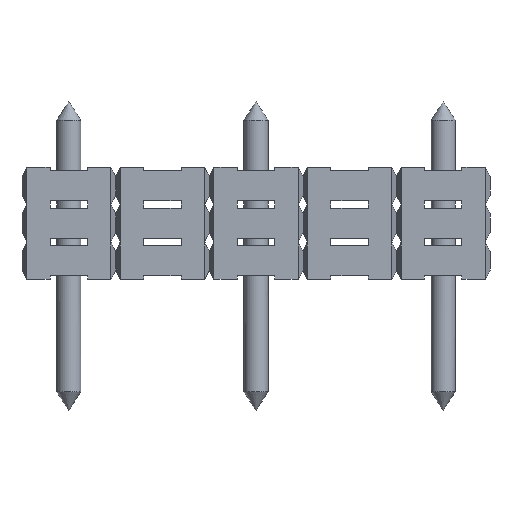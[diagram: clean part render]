
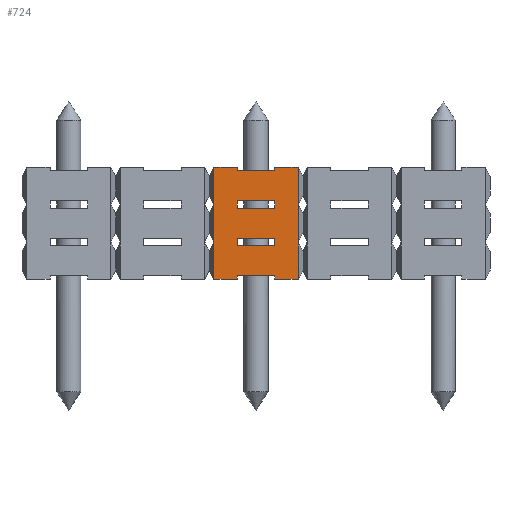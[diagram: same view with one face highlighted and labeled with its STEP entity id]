
A CAD part, front view. The second image highlights one B-rep face of the part: STEP entity #724.
In plain terms, the highlighted planar face has unit normal (0, -1, 0).
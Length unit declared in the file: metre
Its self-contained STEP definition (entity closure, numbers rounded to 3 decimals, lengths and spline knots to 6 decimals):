
#724=ADVANCED_FACE('',(#1530,#1531,#1532),#1533,.T.);
#1530=FACE_BOUND('',#2361,.T.);
#1531=FACE_OUTER_BOUND('',#2362,.T.);
#1532=FACE_BOUND('',#2363,.T.);
#1533=PLANE('',#2364);
#2361=EDGE_LOOP('',(#4419,#4420,#4421,#4422));
#2362=EDGE_LOOP('',(#4423,#4424,#4425,#4426,#4427,#4428,#4429,#4430,#4431,#4432,#4433,#4434,#4435,#4436,#4437,#4438));
#2363=EDGE_LOOP('',(#4439,#4440,#4441,#4442));
#2364=AXIS2_PLACEMENT_3D('',#4443,#4444,#4445);
#4419=ORIENTED_EDGE('',*,*,#4697,.T.);
#4420=ORIENTED_EDGE('',*,*,#4774,.T.);
#4421=ORIENTED_EDGE('',*,*,#4818,.T.);
#4422=ORIENTED_EDGE('',*,*,#4771,.T.);
#4423=ORIENTED_EDGE('',*,*,#4975,.F.);
#4424=ORIENTED_EDGE('',*,*,#4727,.F.);
#4425=ORIENTED_EDGE('',*,*,#5313,.F.);
#4426=ORIENTED_EDGE('',*,*,#4863,.T.);
#4427=ORIENTED_EDGE('',*,*,#4844,.T.);
#4428=ORIENTED_EDGE('',*,*,#4849,.T.);
#4429=ORIENTED_EDGE('',*,*,#5275,.T.);
#4430=ORIENTED_EDGE('',*,*,#4870,.T.);
#4431=ORIENTED_EDGE('',*,*,#5308,.F.);
#4432=ORIENTED_EDGE('',*,*,#4717,.F.);
#4433=ORIENTED_EDGE('',*,*,#5353,.F.);
#4434=ORIENTED_EDGE('',*,*,#4994,.T.);
#4435=ORIENTED_EDGE('',*,*,#5392,.T.);
#4436=ORIENTED_EDGE('',*,*,#5007,.T.);
#4437=ORIENTED_EDGE('',*,*,#5429,.T.);
#4438=ORIENTED_EDGE('',*,*,#5363,.T.);
#4439=ORIENTED_EDGE('',*,*,#4935,.T.);
#4440=ORIENTED_EDGE('',*,*,#5441,.T.);
#4441=ORIENTED_EDGE('',*,*,#4987,.T.);
#4442=ORIENTED_EDGE('',*,*,#5349,.T.);
#4443=CARTESIAN_POINT('',(0.105,-0.03466,-0.038506));
#4444=DIRECTION('',(0.0,-1.0,0.));
#4445=DIRECTION('',(0.0,0.,-1.0));
#4697=EDGE_CURVE('',#5594,#5592,#5595,.T.);
#4717=EDGE_CURVE('',#5627,#5629,#5630,.T.);
#4727=EDGE_CURVE('',#5645,#5647,#5648,.T.);
#4771=EDGE_CURVE('',#5714,#5594,#5715,.T.);
#4774=EDGE_CURVE('',#5592,#5718,#5719,.T.);
#4818=EDGE_CURVE('',#5718,#5714,#5792,.T.);
#4844=EDGE_CURVE('',#5832,#5830,#5833,.T.);
#4849=EDGE_CURVE('',#5830,#5838,#5840,.T.);
#4863=EDGE_CURVE('',#5861,#5832,#5862,.T.);
#4870=EDGE_CURVE('',#5872,#5870,#5873,.T.);
#4935=EDGE_CURVE('',#5980,#5978,#5981,.T.);
#4975=EDGE_CURVE('',#5647,#6047,#6048,.T.);
#4987=EDGE_CURVE('',#6065,#6066,#6067,.T.);
#4994=EDGE_CURVE('',#6079,#6077,#6080,.T.);
#5007=EDGE_CURVE('',#6102,#6100,#6103,.T.);
#5275=EDGE_CURVE('',#5838,#5872,#6441,.T.);
#5308=EDGE_CURVE('',#5629,#5870,#6479,.T.);
#5313=EDGE_CURVE('',#5861,#5645,#6484,.T.);
#5349=EDGE_CURVE('',#6066,#5980,#6525,.T.);
#5353=EDGE_CURVE('',#6079,#5627,#6530,.T.);
#5363=EDGE_CURVE('',#6541,#6047,#6542,.T.);
#5392=EDGE_CURVE('',#6077,#6102,#6576,.T.);
#5429=EDGE_CURVE('',#6100,#6541,#6614,.T.);
#5441=EDGE_CURVE('',#5978,#6065,#6627,.T.);
#5592=VERTEX_POINT('',#6828);
#5594=VERTEX_POINT('',#6831);
#5595=LINE('',#6832,#6833);
#5627=VERTEX_POINT('',#6878);
#5629=VERTEX_POINT('',#6881);
#5630=LINE('',#6882,#6883);
#5645=VERTEX_POINT('',#6904);
#5647=VERTEX_POINT('',#6907);
#5648=LINE('',#6908,#6909);
#5714=VERTEX_POINT('',#7001);
#5715=LINE('',#7002,#7003);
#5718=VERTEX_POINT('',#7007);
#5719=LINE('',#7008,#7009);
#5792=LINE('',#7116,#7117);
#5830=VERTEX_POINT('',#7173);
#5832=VERTEX_POINT('',#7176);
#5833=LINE('',#7177,#7178);
#5838=VERTEX_POINT('',#7185);
#5840=LINE('',#7188,#7189);
#5861=VERTEX_POINT('',#7219);
#5862=LINE('',#7220,#7221);
#5870=VERTEX_POINT('',#7232);
#5872=VERTEX_POINT('',#7235);
#5873=LINE('',#7236,#7237);
#5978=VERTEX_POINT('',#7395);
#5980=VERTEX_POINT('',#7398);
#5981=LINE('',#7399,#7400);
#6047=VERTEX_POINT('',#7500);
#6048=LINE('',#7501,#7502);
#6065=VERTEX_POINT('',#7526);
#6066=VERTEX_POINT('',#7527);
#6067=LINE('',#7528,#7529);
#6077=VERTEX_POINT('',#7543);
#6079=VERTEX_POINT('',#7546);
#6080=LINE('',#7547,#7548);
#6100=VERTEX_POINT('',#7574);
#6102=VERTEX_POINT('',#7577);
#6103=LINE('',#7578,#7579);
#6441=LINE('',#8099,#8100);
#6479=LINE('',#8154,#8155);
#6484=LINE('',#8162,#8163);
#6525=LINE('',#8213,#8214);
#6530=LINE('',#8221,#8222);
#6541=VERTEX_POINT('',#8239);
#6542=LINE('',#8240,#8241);
#6576=LINE('',#8289,#8290);
#6614=LINE('',#8343,#8344);
#6627=LINE('',#8358,#8359);
#6828=CARTESIAN_POINT('',(0.10165,-0.03466,-0.0038));
#6831=CARTESIAN_POINT('',(0.09965,-0.03466,-0.0038));
#6832=CARTESIAN_POINT('',(0.10165,-0.03466,-0.0038));
#6833=VECTOR('',#8462,1.0);
#6878=CARTESIAN_POINT('',(0.1029,-0.03466,-0.002));
#6881=CARTESIAN_POINT('',(0.1029,-0.03466,-0.004));
#6882=CARTESIAN_POINT('',(0.1029,-0.03466,-0.040506));
#6883=VECTOR('',#8480,1.0);
#6904=CARTESIAN_POINT('',(0.0984,-0.03466,-0.004));
#6907=CARTESIAN_POINT('',(0.0984,-0.03466,-0.002));
#6908=CARTESIAN_POINT('',(0.0984,-0.03466,-0.040506));
#6909=VECTOR('',#8488,1.0);
#7001=CARTESIAN_POINT('',(0.09965,-0.03466,-0.0042));
#7002=CARTESIAN_POINT('',(0.09965,-0.03466,-0.0038));
#7003=VECTOR('',#8530,1.0);
#7007=CARTESIAN_POINT('',(0.10165,-0.03466,-0.0042));
#7008=CARTESIAN_POINT('',(0.10165,-0.03466,-0.004));
#7009=VECTOR('',#8532,1.0);
#7116=CARTESIAN_POINT('',(0.09965,-0.03466,-0.0042));
#7117=VECTOR('',#8567,1.0);
#7173=CARTESIAN_POINT('',(0.09965,-0.03466,-0.0058));
#7176=CARTESIAN_POINT('',(0.09965,-0.03466,-0.006));
#7177=CARTESIAN_POINT('',(0.09965,-0.03466,-0.0058));
#7178=VECTOR('',#8587,1.0);
#7185=CARTESIAN_POINT('',(0.10165,-0.03466,-0.0058));
#7188=CARTESIAN_POINT('',(0.10165,-0.03466,-0.0058));
#7189=VECTOR('',#8591,1.0);
#7219=CARTESIAN_POINT('',(0.0984,-0.03466,-0.006));
#7220=CARTESIAN_POINT('',(0.09965,-0.03466,-0.006));
#7221=VECTOR('',#8604,1.0);
#7232=CARTESIAN_POINT('',(0.1029,-0.03466,-0.006));
#7235=CARTESIAN_POINT('',(0.10165,-0.03466,-0.006));
#7236=CARTESIAN_POINT('',(0.1029,-0.03466,-0.006));
#7237=VECTOR('',#8609,1.0);
#7395=CARTESIAN_POINT('',(0.10165,-0.03466,-0.0022));
#7398=CARTESIAN_POINT('',(0.10165,-0.03466,-0.0018));
#7399=CARTESIAN_POINT('',(0.10165,-0.03466,-0.002));
#7400=VECTOR('',#8667,1.0);
#7500=CARTESIAN_POINT('',(0.0984,-0.03466,0.));
#7501=CARTESIAN_POINT('',(0.0984,-0.03466,-0.038506));
#7502=VECTOR('',#8702,1.0);
#7526=CARTESIAN_POINT('',(0.09965,-0.03466,-0.0022));
#7527=CARTESIAN_POINT('',(0.09965,-0.03466,-0.0018));
#7528=CARTESIAN_POINT('',(0.09965,-0.03466,-0.0018));
#7529=VECTOR('',#8713,1.0);
#7543=CARTESIAN_POINT('',(0.10165,-0.03466,0.));
#7546=CARTESIAN_POINT('',(0.1029,-0.03466,0.));
#7547=CARTESIAN_POINT('',(0.10165,-0.03466,0.));
#7548=VECTOR('',#8719,1.0);
#7574=CARTESIAN_POINT('',(0.09965,-0.03466,-0.0002));
#7577=CARTESIAN_POINT('',(0.10165,-0.03466,-0.0002));
#7578=CARTESIAN_POINT('',(0.09965,-0.03466,-0.0002));
#7579=VECTOR('',#8733,1.0);
#8099=CARTESIAN_POINT('',(0.10165,-0.03466,-0.006));
#8100=VECTOR('',#8940,1.0);
#8154=CARTESIAN_POINT('',(0.1029,-0.03466,-0.042506));
#8155=VECTOR('',#8966,1.0);
#8162=CARTESIAN_POINT('',(0.0984,-0.03466,-0.042506));
#8163=VECTOR('',#8969,1.0);
#8213=CARTESIAN_POINT('',(0.10165,-0.03466,-0.0018));
#8214=VECTOR('',#8994,1.0);
#8221=CARTESIAN_POINT('',(0.1029,-0.03466,-0.038506));
#8222=VECTOR('',#8997,1.0);
#8239=CARTESIAN_POINT('',(0.09965,-0.03466,0.));
#8240=CARTESIAN_POINT('',(0.0984,-0.03466,0.));
#8241=VECTOR('',#9004,1.0);
#8289=CARTESIAN_POINT('',(0.10165,-0.03466,-0.0002));
#8290=VECTOR('',#9025,1.0);
#8343=CARTESIAN_POINT('',(0.09965,-0.03466,0.));
#8344=VECTOR('',#9044,1.0);
#8358=CARTESIAN_POINT('',(0.09965,-0.03466,-0.0022));
#8359=VECTOR('',#9049,1.0);
#8462=DIRECTION('',(1.0,0.0,0.0));
#8480=DIRECTION('',(0.,0.,-1.0));
#8488=DIRECTION('',(0.,0.,1.0));
#8530=DIRECTION('',(0.0,0.,1.0));
#8532=DIRECTION('',(0.0,0.,-1.0));
#8567=DIRECTION('',(-1.0,-0.0,0.0));
#8587=DIRECTION('',(0.0,0.,1.0));
#8591=DIRECTION('',(1.0,0.0,0.0));
#8604=DIRECTION('',(1.0,0.0,0.0));
#8609=DIRECTION('',(1.0,0.0,0.0));
#8667=DIRECTION('',(0.0,0.,-1.0));
#8702=DIRECTION('',(0.,0.,1.0));
#8713=DIRECTION('',(0.0,0.,1.0));
#8719=DIRECTION('',(-1.0,-0.0,0.0));
#8733=DIRECTION('',(-1.0,-0.0,0.0));
#8940=DIRECTION('',(0.0,0.,-1.0));
#8966=DIRECTION('',(0.,0.,-1.0));
#8969=DIRECTION('',(0.,0.,1.0));
#8994=DIRECTION('',(1.0,0.0,0.0));
#8997=DIRECTION('',(0.,0.,-1.0));
#9004=DIRECTION('',(-1.0,-0.0,0.0));
#9025=DIRECTION('',(0.0,0.,-1.0));
#9044=DIRECTION('',(0.0,0.,1.0));
#9049=DIRECTION('',(-1.0,-0.0,0.0));
